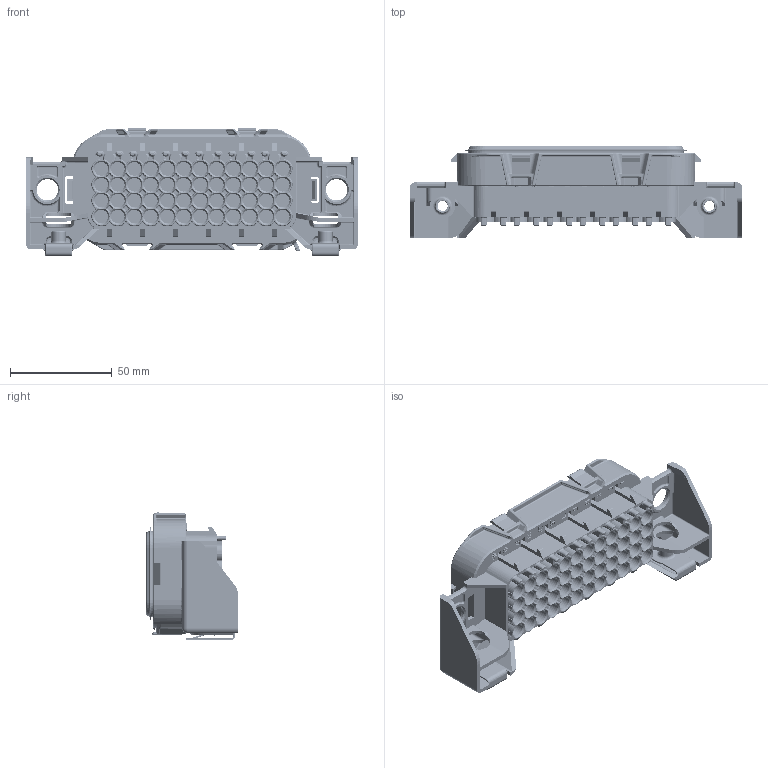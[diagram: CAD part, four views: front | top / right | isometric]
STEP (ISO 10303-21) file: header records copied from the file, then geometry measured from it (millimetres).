
FILE_DESCRIPTION((''),'2;1');
FILE_NAME('SC42-2032A-A001_NCF_SW0001','2025-06-04T14:39:59',('20077268'),(''),'CREO PARAMETRIC BY PTC INC, 2024014','CREO PARAMETRIC BY PTC INC, 2024014','');
FILE_SCHEMA(('CONFIG_CONTROL_DESIGN'));
Products named in the file (1): SC42-2032A-A001_NCF_SW0001
Bounding box: 163 x 45.5 x 63.16 mm (x, y, z)
Volume: 123800.2 mm3; surface area: 92860.8 mm2
Topology: 1 solids, 1 shells, 6650 faces, 16541 edges, 10043 vertices
Faces by surface type: plane 2830, cylinder 1780, torus 804, cone 712, sphere 262, bspline 262
Entity records: 213033 total; most frequent: CARTESIAN_POINT 54814, DIRECTION 33597, ORIENTED_EDGE 33058, EDGE_CURVE 16529, AXIS2_PLACEMENT_3D 11953, VERTEX_POINT 10043, VECTOR 9691, LINE 9691
